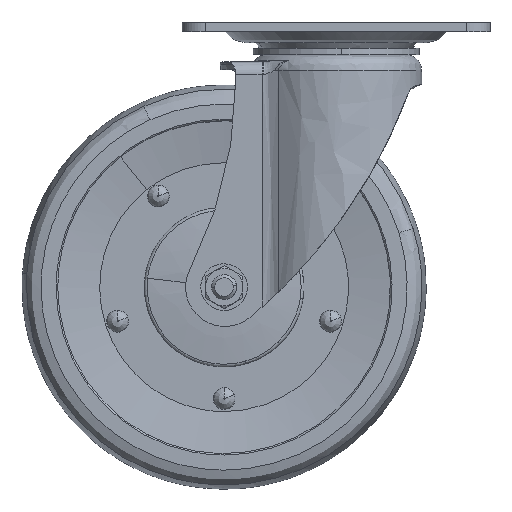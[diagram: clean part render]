
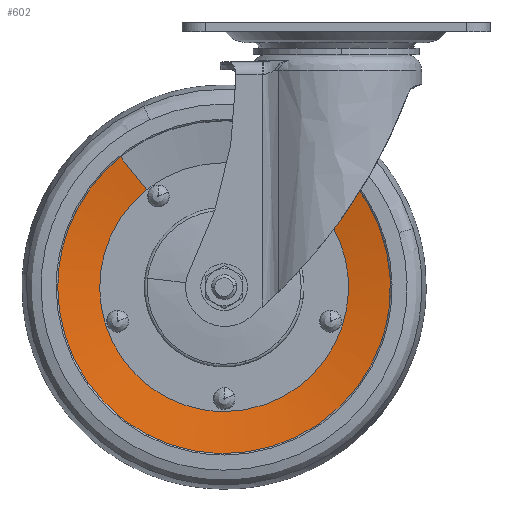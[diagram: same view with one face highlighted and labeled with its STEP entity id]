
A CAD part, front view. The second image highlights one B-rep face of the part: STEP entity #602.
In plain terms, the highlighted free-form (B-spline) face has degree [2, 1] with [7, 2] control points.
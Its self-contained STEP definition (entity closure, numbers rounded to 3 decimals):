
#468=CARTESIAN_POINT('',(-60.69,-9.437,-54.11));
#469=CARTESIAN_POINT('',(-91.731,-9.437,-78.8));
#470=CARTESIAN_POINT('',(-67.04,-9.437,-109.84));
#471=CARTESIAN_POINT('',(-42.35,-9.437,-140.881));
#472=CARTESIAN_POINT('',(-11.31,-9.437,-116.19));
#473=CARTESIAN_POINT('',(19.731,-9.437,-91.5));
#474=CARTESIAN_POINT('',(-4.96,-9.437,-60.46));
#475=CARTESIAN_POINT('',(-69.52,-12.064,-43.01));
#476=CARTESIAN_POINT('',(-111.66,-12.064,-76.53));
#477=CARTESIAN_POINT('',(-78.14,-12.064,-118.67));
#478=CARTESIAN_POINT('',(-44.62,-12.064,-160.81));
#479=CARTESIAN_POINT('',(-2.48,-12.064,-127.29));
#480=CARTESIAN_POINT('',(39.66,-12.064,-93.77));
#481=CARTESIAN_POINT('',(6.14,-12.064,-51.63));
#489=(BOUNDED_SURFACE()B_SPLINE_SURFACE(2,1,((#468,#475),(#469,#476),(#470,#477),(#471,#478),(#472,#479),(#473,#480),(#474,#481)),.UNSPECIFIED.,.F.,.F.,.U.)B_SPLINE_SURFACE_WITH_KNOTS((3,2,2,3),(2,2),(0.0,89.215,178.43,267.645),(0.0,14.425),.UNSPECIFIED.)GEOMETRIC_REPRESENTATION_ITEM()RATIONAL_B_SPLINE_SURFACE(((1.0,1.0),(0.707,0.707),(1.0,1.0),(0.707,0.707),(1.0,1.0),(0.707,0.707),(1.0,1.0)))REPRESENTATION_ITEM('')SURFACE());
#490=CARTESIAN_POINT('',(-69.305,-12.,-43.28));
#491=VERTEX_POINT('',#490);
#492=CARTESIAN_POINT('',(-89.5,-12.,-85.15));
#493=VERTEX_POINT('',#492);
#494=CARTESIAN_POINT('',(-69.305,-12.,-43.28));
#495=CARTESIAN_POINT('',(-89.5,-12.,-59.345));
#496=CARTESIAN_POINT('',(-89.5,-12.,-85.15));
#504=(BOUNDED_CURVE()B_SPLINE_CURVE(2,(#494,#495,#496),.UNSPECIFIED.,.F.,.U.)B_SPLINE_CURVE_WITH_KNOTS((3,3),(0.608,0.75),.UNSPECIFIED.)CURVE()GEOMETRIC_REPRESENTATION_ITEM()RATIONAL_B_SPLINE_CURVE((0.856,0.833,1.))REPRESENTATION_ITEM(''));
#505=EDGE_CURVE('',#491,#493,#504,.T.);
#506=ORIENTED_EDGE('',*,*,#505,.T.);
#507=CARTESIAN_POINT('',(-36.0,-12.0,-138.65));
#508=VERTEX_POINT('',#507);
#509=CARTESIAN_POINT('',(-89.5,-12.,-85.15));
#510=CARTESIAN_POINT('',(-89.5,-12.0,-138.65));
#511=CARTESIAN_POINT('',(-36.0,-12.0,-138.65));
#519=(BOUNDED_CURVE()B_SPLINE_CURVE(2,(#509,#510,#511),.UNSPECIFIED.,.F.,.U.)B_SPLINE_CURVE_WITH_KNOTS((3,3),(0.75,1.0),.UNSPECIFIED.)CURVE()GEOMETRIC_REPRESENTATION_ITEM()RATIONAL_B_SPLINE_CURVE((1.0,0.707,1.0))REPRESENTATION_ITEM(''));
#520=EDGE_CURVE('',#493,#508,#519,.T.);
#521=ORIENTED_EDGE('',*,*,#520,.T.);
#522=CARTESIAN_POINT('',(17.142,-12.,-91.327));
#523=VERTEX_POINT('',#522);
#524=CARTESIAN_POINT('',(-36.0,-12.0,-138.65));
#525=CARTESIAN_POINT('',(11.641,-12.0,-138.65));
#526=CARTESIAN_POINT('',(17.142,-12.,-91.327));
#534=(BOUNDED_CURVE()B_SPLINE_CURVE(2,(#524,#525,#526),.UNSPECIFIED.,.F.,.U.)B_SPLINE_CURVE_WITH_KNOTS((3,3),(0.0,0.23),.UNSPECIFIED.)CURVE()GEOMETRIC_REPRESENTATION_ITEM()RATIONAL_B_SPLINE_CURVE((1.0,0.731,0.957))REPRESENTATION_ITEM(''));
#535=EDGE_CURVE('',#508,#523,#534,.T.);
#536=ORIENTED_EDGE('',*,*,#535,.T.);
#537=CARTESIAN_POINT('',(5.87,-12.,-51.845));
#538=VERTEX_POINT('',#537);
#539=CARTESIAN_POINT('',(17.142,-12.,-91.327));
#540=CARTESIAN_POINT('',(17.5,-12.,-88.249));
#541=CARTESIAN_POINT('',(17.5,-12.0,-85.15));
#542=CARTESIAN_POINT('',(17.5,-12.,-66.467));
#543=CARTESIAN_POINT('',(5.87,-12.,-51.845));
#551=(BOUNDED_CURVE()B_SPLINE_CURVE(2,(#539,#540,#541,#542,#543),.UNSPECIFIED.,.F.,.U.)B_SPLINE_CURVE_WITH_KNOTS((3,2,3),(0.23,0.25,0.358),.UNSPECIFIED.)CURVE()GEOMETRIC_REPRESENTATION_ITEM()RATIONAL_B_SPLINE_CURVE((0.957,0.977,1.0,0.874,0.856))REPRESENTATION_ITEM(''));
#552=EDGE_CURVE('',#523,#538,#551,.T.);
#553=ORIENTED_EDGE('',*,*,#552,.T.);
#554=CARTESIAN_POINT('',(-4.696,-9.5,-60.249));
#555=VERTEX_POINT('',#554);
#556=CARTESIAN_POINT('',(-4.696,-9.5,-60.249));
#557=CARTESIAN_POINT('',(5.87,-12.,-51.845));
#558=QUASI_UNIFORM_CURVE('',1,(#556,#557),.UNSPECIFIED.,.F.,.U.);
#559=EDGE_CURVE('',#555,#538,#558,.T.);
#560=ORIENTED_EDGE('',*,*,#559,.F.);
#561=CARTESIAN_POINT('',(-36.0,-9.5,-125.15));
#562=VERTEX_POINT('',#561);
#563=CARTESIAN_POINT('',(-36.0,-9.5,-125.15));
#564=CARTESIAN_POINT('',(4.,-9.5,-125.15));
#565=CARTESIAN_POINT('',(4.,-9.5,-85.15));
#566=CARTESIAN_POINT('',(4.,-9.5,-71.181));
#567=CARTESIAN_POINT('',(-4.696,-9.5,-60.249));
#575=(BOUNDED_CURVE()B_SPLINE_CURVE(2,(#563,#564,#565,#566,#567),.UNSPECIFIED.,.F.,.U.)B_SPLINE_CURVE_WITH_KNOTS((3,2,3),(0.0,0.25,0.358),.UNSPECIFIED.)CURVE()GEOMETRIC_REPRESENTATION_ITEM()RATIONAL_B_SPLINE_CURVE((1.0,0.707,1.0,0.874,0.856))REPRESENTATION_ITEM(''));
#576=EDGE_CURVE('',#562,#555,#575,.T.);
#577=ORIENTED_EDGE('',*,*,#576,.F.);
#578=CARTESIAN_POINT('',(-60.901,-9.5,-53.846));
#579=VERTEX_POINT('',#578);
#580=CARTESIAN_POINT('',(-60.901,-9.5,-53.846));
#581=CARTESIAN_POINT('',(-76.,-9.5,-65.856));
#582=CARTESIAN_POINT('',(-76.,-9.5,-85.15));
#583=CARTESIAN_POINT('',(-76.,-9.5,-125.15));
#584=CARTESIAN_POINT('',(-36.0,-9.5,-125.15));
#592=(BOUNDED_CURVE()B_SPLINE_CURVE(2,(#580,#581,#582,#583,#584),.UNSPECIFIED.,.F.,.U.)B_SPLINE_CURVE_WITH_KNOTS((3,2,3),(0.608,0.75,1.0),.UNSPECIFIED.)CURVE()GEOMETRIC_REPRESENTATION_ITEM()RATIONAL_B_SPLINE_CURVE((0.856,0.833,1.0,0.707,1.0))REPRESENTATION_ITEM(''));
#593=EDGE_CURVE('',#579,#562,#592,.T.);
#594=ORIENTED_EDGE('',*,*,#593,.F.);
#595=CARTESIAN_POINT('',(-60.901,-9.5,-53.846));
#596=CARTESIAN_POINT('',(-69.305,-12.,-43.28));
#597=QUASI_UNIFORM_CURVE('',1,(#595,#596),.UNSPECIFIED.,.F.,.U.);
#598=EDGE_CURVE('',#579,#491,#597,.T.);
#599=ORIENTED_EDGE('',*,*,#598,.T.);
#600=EDGE_LOOP('',(#506,#521,#536,#553,#560,#577,#594,#599));
#601=FACE_OUTER_BOUND('',#600,.T.);
#602=ADVANCED_FACE('',(#601),#489,.F.);
